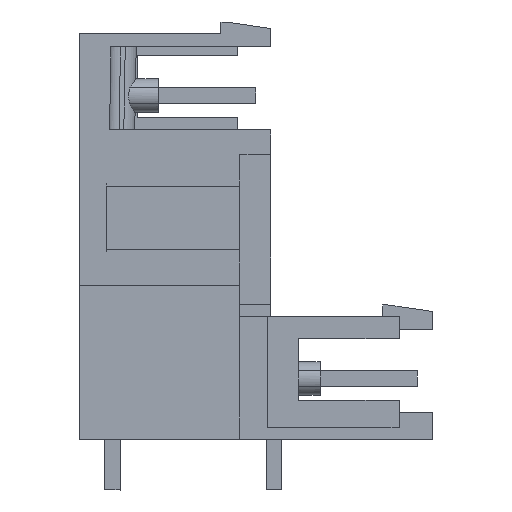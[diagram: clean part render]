
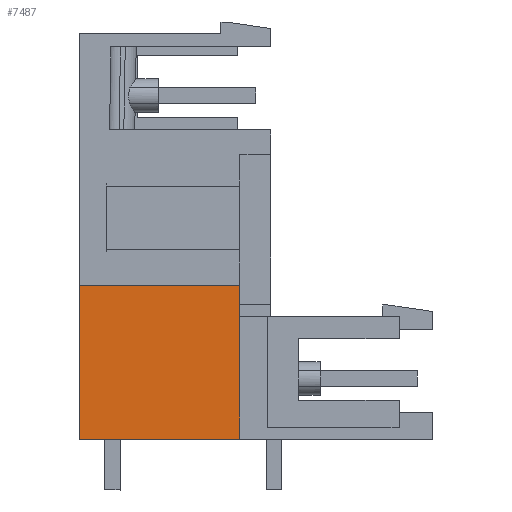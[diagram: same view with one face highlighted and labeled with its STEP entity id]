
A CAD part, left-side view. The second image highlights one B-rep face of the part: STEP entity #7487.
In plain terms, the highlighted planar face has unit normal (-1, 0, 0).
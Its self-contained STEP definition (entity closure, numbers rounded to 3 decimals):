
#7467=AXIS2_PLACEMENT_3D('Plane Axis2P3D',#7464,#7465,#7466) ;
#3250=CARTESIAN_POINT('Vertex',(1.54,12.1,3.2)) ;
#3253=CARTESIAN_POINT('Line Origine',(1.54,17.13,3.2)) ;
#3257=CARTESIAN_POINT('Vertex',(1.54,22.16,3.2)) ;
#7443=CARTESIAN_POINT('Line Origine',(1.54,22.16,8.025)) ;
#7447=CARTESIAN_POINT('Vertex',(1.54,22.16,12.85)) ;
#7464=CARTESIAN_POINT('Axis2P3D Location',(1.54,12.1,3.2)) ;
#7469=CARTESIAN_POINT('Line Origine',(1.54,12.1,8.025)) ;
#7473=CARTESIAN_POINT('Vertex',(1.54,12.1,12.85)) ;
#7476=CARTESIAN_POINT('Line Origine',(1.54,17.13,12.85)) ;
#3254=DIRECTION('Vector Direction',(0.,1.,0.)) ;
#7444=DIRECTION('Vector Direction',(0.,0.,1.)) ;
#7465=DIRECTION('Axis2P3D Direction',(-1.,0.,0.)) ;
#7466=DIRECTION('Axis2P3D XDirection',(0.,0.,1.)) ;
#7470=DIRECTION('Vector Direction',(0.,0.,1.)) ;
#7477=DIRECTION('Vector Direction',(0.,1.,0.)) ;
#3255=VECTOR('Line Direction',#3254,1.) ;
#7445=VECTOR('Line Direction',#7444,1.) ;
#7471=VECTOR('Line Direction',#7470,1.) ;
#7478=VECTOR('Line Direction',#7477,1.) ;
#7482=ORIENTED_EDGE('',*,*,#3259,.F.) ;
#7483=ORIENTED_EDGE('',*,*,#7475,.T.) ;
#7484=ORIENTED_EDGE('',*,*,#7480,.T.) ;
#7485=ORIENTED_EDGE('',*,*,#7449,.F.) ;
#7487=ADVANCED_FACE('HOUSING',(#7486),#7468,.T.) ;
#3259=EDGE_CURVE('',#3251,#3258,#3256,.T.) ;
#7449=EDGE_CURVE('',#3258,#7448,#7446,.T.) ;
#7475=EDGE_CURVE('',#3251,#7474,#7472,.T.) ;
#7480=EDGE_CURVE('',#7474,#7448,#7479,.T.) ;
#7481=EDGE_LOOP('',(#7482,#7483,#7484,#7485)) ;
#7486=FACE_OUTER_BOUND('',#7481,.T.) ;
#3256=LINE('Line',#3253,#3255) ;
#7446=LINE('Line',#7443,#7445) ;
#7472=LINE('Line',#7469,#7471) ;
#7479=LINE('Line',#7476,#7478) ;
#7468=PLANE('',#7467) ;
#3251=VERTEX_POINT('',#3250) ;
#3258=VERTEX_POINT('',#3257) ;
#7448=VERTEX_POINT('',#7447) ;
#7474=VERTEX_POINT('',#7473) ;
